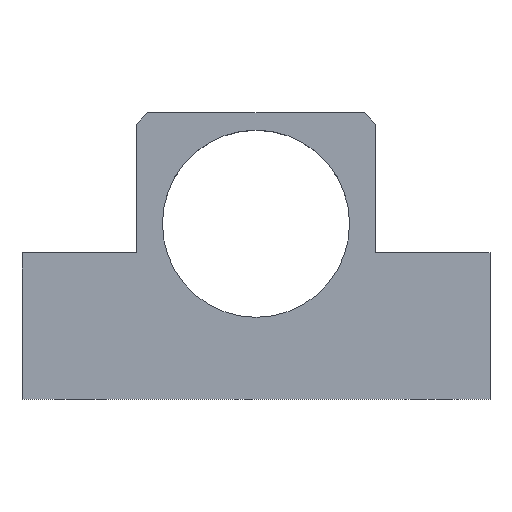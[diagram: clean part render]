
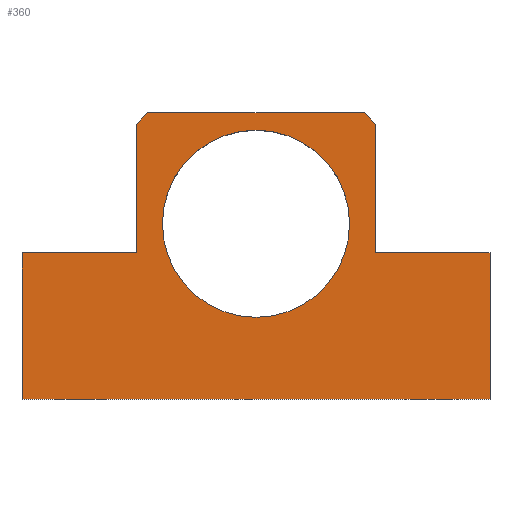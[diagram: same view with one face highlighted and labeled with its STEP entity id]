
A CAD part, top view. The second image highlights one B-rep face of the part: STEP entity #360.
In plain terms, the highlighted planar face has unit normal (0, 0, 1).
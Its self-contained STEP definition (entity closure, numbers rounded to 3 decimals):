
#1 = VECTOR ( 'NONE', #490, 1000. ) ;
#6 = CARTESIAN_POINT ( 'NONE',  ( 18.5, 19., 0. ) ) ;
#29 = LINE ( 'NONE', #614, #254 ) ;
#32 = LINE ( 'NONE', #617, #181 ) ;
#44 = DIRECTION ( 'NONE',  ( 1., 0., 0. ) ) ;
#53 = VECTOR ( 'NONE', #223, 1000. ) ;
#73 = LINE ( 'NONE', #6, #654 ) ;
#77 = VERTEX_POINT ( 'NONE', #389 ) ;
#96 = CARTESIAN_POINT ( 'NONE',  ( 16., 0., 0. ) ) ;
#99 = VERTEX_POINT ( 'NONE', #322 ) ;
#111 = VECTOR ( 'NONE', #499, 1000. ) ;
#113 = DIRECTION ( 'NONE',  ( 0., 0., 1. ) ) ;
#114 = VERTEX_POINT ( 'NONE', #573 ) ;
#118 = AXIS2_PLACEMENT_3D ( 'NONE', #183, #113, #44 ) ;
#122 = EDGE_CURVE ( 'NONE', #136, #114, #438, .T. ) ;
#136 = VERTEX_POINT ( 'NONE', #423 ) ;
#139 = CARTESIAN_POINT ( 'NONE',  ( 40., -30., 0. ) ) ;
#150 = ORIENTED_EDGE ( 'NONE', *, *, #372, .T. ) ;
#160 = CARTESIAN_POINT ( 'NONE',  ( 0., 0., 0. ) ) ;
#162 = VERTEX_POINT ( 'NONE', #543 ) ;
#176 = EDGE_CURVE ( 'NONE', #227, #476, #566, .T. ) ;
#179 = EDGE_CURVE ( 'NONE', #77, #548, #73, .T. ) ;
#181 = VECTOR ( 'NONE', #549, 1000. ) ;
#183 = CARTESIAN_POINT ( 'NONE',  ( 0., 0., 0. ) ) ;
#199 = VERTEX_POINT ( 'NONE', #262 ) ;
#212 = DIRECTION ( 'NONE',  ( 1., 0., 0. ) ) ;
#223 = DIRECTION ( 'NONE',  ( 0., -1., 0. ) ) ;
#225 = EDGE_CURVE ( 'NONE', #476, #227, #428, .T. ) ;
#227 = VERTEX_POINT ( 'NONE', #561 ) ;
#230 = VECTOR ( 'NONE', #288, 1000. ) ;
#254 = VECTOR ( 'NONE', #546, 1000. ) ;
#261 = EDGE_CURVE ( 'NONE', #655, #136, #29, .T. ) ;
#262 = CARTESIAN_POINT ( 'NONE',  ( 40., -5., 0. ) ) ;
#264 = CARTESIAN_POINT ( 'NONE',  ( -18.5, 19., 0. ) ) ;
#277 = DIRECTION ( 'NONE',  ( 0., 0., 1. ) ) ;
#282 = DIRECTION ( 'NONE',  ( 0., 1., 0. ) ) ;
#288 = DIRECTION ( 'NONE',  ( -0.707, 0.707, 0. ) ) ;
#294 = CARTESIAN_POINT ( 'NONE',  ( -40., -5., 0. ) ) ;
#297 = ORIENTED_EDGE ( 'NONE', *, *, #627, .T. ) ;
#306 = DIRECTION ( 'NONE',  ( 1., 0., 0. ) ) ;
#308 = DIRECTION ( 'NONE',  ( -1., 0., 0. ) ) ;
#315 = VERTEX_POINT ( 'NONE', #139 ) ;
#317 = ORIENTED_EDGE ( 'NONE', *, *, #625, .T. ) ;
#322 = CARTESIAN_POINT ( 'NONE',  ( -40., -30., 0. ) ) ;
#325 = EDGE_CURVE ( 'NONE', #638, #162, #519, .T. ) ;
#345 = CARTESIAN_POINT ( 'NONE',  ( 40., -30., 0. ) ) ;
#348 = ORIENTED_EDGE ( 'NONE', *, *, #325, .T. ) ;
#349 = CARTESIAN_POINT ( 'NONE',  ( 20.5, 17., 0. ) ) ;
#355 = LINE ( 'NONE', #294, #53 ) ;
#360 = ADVANCED_FACE ( 'NONE', ( #448, #418 ), #571, .T. ) ;
#371 = DIRECTION ( 'NONE',  ( 0., 0., 1. ) ) ;
#372 = EDGE_CURVE ( 'NONE', #99, #315, #624, .T. ) ;
#373 = CARTESIAN_POINT ( 'NONE',  ( -20.5, -5., 0. ) ) ;
#375 = EDGE_CURVE ( 'NONE', #114, #99, #355, .T. ) ;
#381 = ORIENTED_EDGE ( 'NONE', *, *, #261, .T. ) ;
#384 = ORIENTED_EDGE ( 'NONE', *, *, #179, .T. ) ;
#388 = DIRECTION ( 'NONE',  ( 0., 1., 0. ) ) ;
#389 = CARTESIAN_POINT ( 'NONE',  ( 18.5, 19., 0. ) ) ;
#410 = LINE ( 'NONE', #345, #542 ) ;
#415 = LINE ( 'NONE', #349, #230 ) ;
#418 = FACE_OUTER_BOUND ( 'NONE', #544, .T. ) ;
#423 = CARTESIAN_POINT ( 'NONE',  ( -20.5, -5., 0. ) ) ;
#428 = CIRCLE ( 'NONE', #118, 16. ) ;
#437 = CARTESIAN_POINT ( 'NONE',  ( 0., 0., 0. ) ) ;
#438 = LINE ( 'NONE', #373, #464 ) ;
#448 = FACE_BOUND ( 'NONE', #509, .T. ) ;
#451 = CARTESIAN_POINT ( 'NONE',  ( 20.5, -5., 0. ) ) ;
#463 = CARTESIAN_POINT ( 'NONE',  ( -20.5, 17., 0. ) ) ;
#464 = VECTOR ( 'NONE', #308, 1000. ) ;
#476 = VERTEX_POINT ( 'NONE', #96 ) ;
#483 = ORIENTED_EDGE ( 'NONE', *, *, #375, .T. ) ;
#485 = ORIENTED_EDGE ( 'NONE', *, *, #521, .T. ) ;
#487 = VECTOR ( 'NONE', #388, 1000. ) ;
#489 = ORIENTED_EDGE ( 'NONE', *, *, #122, .T. ) ;
#490 = DIRECTION ( 'NONE',  ( 1., 0., 0. ) ) ;
#494 = ORIENTED_EDGE ( 'NONE', *, *, #225, .F. ) ;
#499 = DIRECTION ( 'NONE',  ( -0.707, -0.707, 0. ) ) ;
#509 = EDGE_LOOP ( 'NONE', ( #494, #580 ) ) ;
#515 = ORIENTED_EDGE ( 'NONE', *, *, #577, .T. ) ;
#519 = LINE ( 'NONE', #451, #487 ) ;
#521 = EDGE_CURVE ( 'NONE', #315, #199, #410, .T. ) ;
#542 = VECTOR ( 'NONE', #282, 1000. ) ;
#543 = CARTESIAN_POINT ( 'NONE',  ( 20.5, 17., 0. ) ) ;
#544 = EDGE_LOOP ( 'NONE', ( #483, #150, #485, #317, #348, #297, #384, #515, #381, #489 ) ) ;
#546 = DIRECTION ( 'NONE',  ( 0., -1., 0. ) ) ;
#548 = VERTEX_POINT ( 'NONE', #264 ) ;
#549 = DIRECTION ( 'NONE',  ( -1., 0., 0. ) ) ;
#555 = CARTESIAN_POINT ( 'NONE',  ( -40., -30., 0. ) ) ;
#561 = CARTESIAN_POINT ( 'NONE',  ( -16., 0., 0. ) ) ;
#564 = CARTESIAN_POINT ( 'NONE',  ( -18.5, 19., 0. ) ) ;
#566 = CIRCLE ( 'NONE', #602, 16. ) ;
#571 = PLANE ( 'NONE',  #592 ) ;
#573 = CARTESIAN_POINT ( 'NONE',  ( -40., -5., 0. ) ) ;
#577 = EDGE_CURVE ( 'NONE', #548, #655, #636, .T. ) ;
#580 = ORIENTED_EDGE ( 'NONE', *, *, #176, .F. ) ;
#592 = AXIS2_PLACEMENT_3D ( 'NONE', #437, #371, #306 ) ;
#595 = DIRECTION ( 'NONE',  ( -1., 0., 0. ) ) ;
#601 = CARTESIAN_POINT ( 'NONE',  ( 20.5, -5., 0. ) ) ;
#602 = AXIS2_PLACEMENT_3D ( 'NONE', #160, #277, #212 ) ;
#614 = CARTESIAN_POINT ( 'NONE',  ( -20.5, 17., 0. ) ) ;
#617 = CARTESIAN_POINT ( 'NONE',  ( 40., -5., 0. ) ) ;
#624 = LINE ( 'NONE', #555, #1 ) ;
#625 = EDGE_CURVE ( 'NONE', #199, #638, #32, .T. ) ;
#627 = EDGE_CURVE ( 'NONE', #162, #77, #415, .T. ) ;
#636 = LINE ( 'NONE', #564, #111 ) ;
#638 = VERTEX_POINT ( 'NONE', #601 ) ;
#654 = VECTOR ( 'NONE', #595, 1000. ) ;
#655 = VERTEX_POINT ( 'NONE', #463 ) ;
